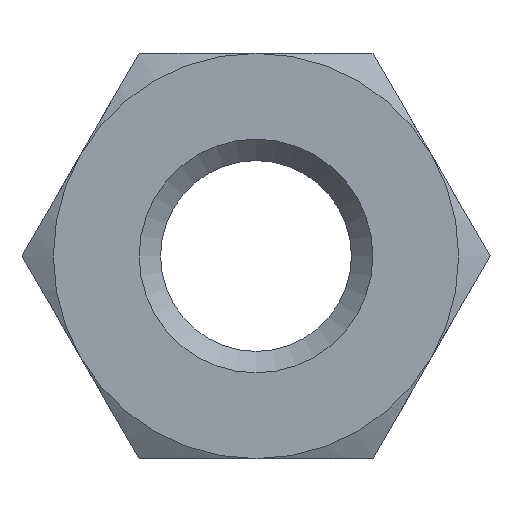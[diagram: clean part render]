
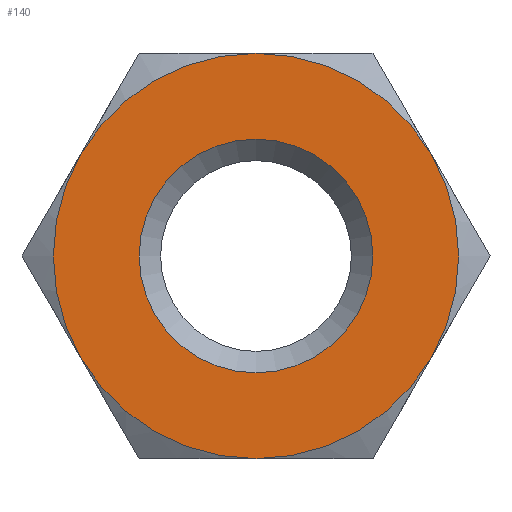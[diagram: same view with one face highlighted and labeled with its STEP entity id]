
A CAD part, front view. The second image highlights one B-rep face of the part: STEP entity #140.
In plain terms, the highlighted planar face has unit normal (0, -1, 0).
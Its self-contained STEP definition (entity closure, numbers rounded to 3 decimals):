
#39 = EDGE_CURVE ( 'NONE', #541, #606, #762, .T. ) ;
#43 = EDGE_CURVE ( 'NONE', #698, #605, #767, .T. ) ;
#45 = EDGE_CURVE ( 'NONE', #605, #771, #761, .T. ) ;
#48 = EDGE_CURVE ( 'NONE', #606, #571, #755, .T. ) ;
#95 = AXIS2_PLACEMENT_3D ( 'NONE', #359, #350, #349 ) ;
#100 = AXIS2_PLACEMENT_3D ( 'NONE', #397, #396, #395 ) ;
#105 = EDGE_CURVE ( 'NONE', #771, #541, #746, .T. ) ;
#106 = AXIS2_PLACEMENT_3D ( 'NONE', #430, #429, #428 ) ;
#107 = AXIS2_PLACEMENT_3D ( 'NONE', #436, #435, #433 ) ;
#111 = EDGE_CURVE ( 'NONE', #611, #611, #745, .T. ) ;
#119 = AXIS2_PLACEMENT_3D ( 'NONE', #516, #515, #514 ) ;
#121 = AXIS2_PLACEMENT_3D ( 'NONE', #178, #172, #171 ) ;
#122 = EDGE_CURVE ( 'NONE', #571, #698, #750, .T. ) ;
#123 = AXIS2_PLACEMENT_3D ( 'NONE', #196, #195, #194 ) ;
#124 = AXIS2_PLACEMENT_3D ( 'NONE', #218, #214, #208 ) ;
#140 = ADVANCED_FACE ( 'NONE', ( #743, #729 ), #351, .T. ) ;
#171 = DIRECTION ( 'NONE',  ( 0., 0., 1. ) ) ;
#172 = DIRECTION ( 'NONE',  ( 0., -1., 0. ) ) ;
#178 = CARTESIAN_POINT ( 'NONE',  ( 0., 0., 0. ) ) ;
#194 = DIRECTION ( 'NONE',  ( 0., 0., 1. ) ) ;
#195 = DIRECTION ( 'NONE',  ( 0., -1., 0. ) ) ;
#196 = CARTESIAN_POINT ( 'NONE',  ( 0., 0., 0. ) ) ;
#206 = CARTESIAN_POINT ( 'NONE',  ( 0., 0., -4.9 ) ) ;
#208 = DIRECTION ( 'NONE',  ( 0., 0., 1. ) ) ;
#210 = CARTESIAN_POINT ( 'NONE',  ( -7.361, 0., 4.25 ) ) ;
#214 = DIRECTION ( 'NONE',  ( 0., -1., 0. ) ) ;
#217 = CARTESIAN_POINT ( 'NONE',  ( 7.361, 0., 4.25 ) ) ;
#218 = CARTESIAN_POINT ( 'NONE',  ( 0., 0., 0. ) ) ;
#228 = CARTESIAN_POINT ( 'NONE',  ( 0., 0., -8.5 ) ) ;
#239 = CARTESIAN_POINT ( 'NONE',  ( 7.361, 0., -4.25 ) ) ;
#243 = CARTESIAN_POINT ( 'NONE',  ( -7.361, 0., -4.25 ) ) ;
#247 = CARTESIAN_POINT ( 'NONE',  ( 0., 0., 8.5 ) ) ;
#349 = DIRECTION ( 'NONE',  ( 0., 0., -1. ) ) ;
#350 = DIRECTION ( 'NONE',  ( 0., -1., 0. ) ) ;
#351 = PLANE ( 'NONE',  #95 ) ;
#359 = CARTESIAN_POINT ( 'NONE',  ( -8.602, 0., 8.602 ) ) ;
#395 = DIRECTION ( 'NONE',  ( 0., 0., 1. ) ) ;
#396 = DIRECTION ( 'NONE',  ( 0., -1., 0. ) ) ;
#397 = CARTESIAN_POINT ( 'NONE',  ( 0., 0., 0. ) ) ;
#428 = DIRECTION ( 'NONE',  ( 0., 0., -1. ) ) ;
#429 = DIRECTION ( 'NONE',  ( 0., -1., 0. ) ) ;
#430 = CARTESIAN_POINT ( 'NONE',  ( 0., 0., 0. ) ) ;
#433 = DIRECTION ( 'NONE',  ( 0., 0., 1. ) ) ;
#435 = DIRECTION ( 'NONE',  ( 0., -1., 0. ) ) ;
#436 = CARTESIAN_POINT ( 'NONE',  ( 0., 0., 0. ) ) ;
#514 = DIRECTION ( 'NONE',  ( 0., 0., 1. ) ) ;
#515 = DIRECTION ( 'NONE',  ( 0., -1., 0. ) ) ;
#516 = CARTESIAN_POINT ( 'NONE',  ( 0., 0., 0. ) ) ;
#535 = ORIENTED_EDGE ( 'NONE', *, *, #45, .T. ) ;
#541 = VERTEX_POINT ( 'NONE', #243 ) ;
#544 = ORIENTED_EDGE ( 'NONE', *, *, #43, .T. ) ;
#559 = ORIENTED_EDGE ( 'NONE', *, *, #39, .T. ) ;
#571 = VERTEX_POINT ( 'NONE', #239 ) ;
#581 = ORIENTED_EDGE ( 'NONE', *, *, #122, .T. ) ;
#583 = ORIENTED_EDGE ( 'NONE', *, *, #48, .T. ) ;
#587 = ORIENTED_EDGE ( 'NONE', *, *, #105, .T. ) ;
#605 = VERTEX_POINT ( 'NONE', #247 ) ;
#606 = VERTEX_POINT ( 'NONE', #228 ) ;
#611 = VERTEX_POINT ( 'NONE', #206 ) ;
#639 = ORIENTED_EDGE ( 'NONE', *, *, #111, .F. ) ;
#694 = EDGE_LOOP ( 'NONE', ( #587, #559, #583, #581, #544, #535 ) ) ;
#698 = VERTEX_POINT ( 'NONE', #217 ) ;
#714 = EDGE_LOOP ( 'NONE', ( #639 ) ) ;
#729 = FACE_OUTER_BOUND ( 'NONE', #694, .T. ) ;
#743 = FACE_BOUND ( 'NONE', #714, .T. ) ;
#745 = CIRCLE ( 'NONE', #106, 4.9 ) ;
#746 = CIRCLE ( 'NONE', #107, 8.5 ) ;
#750 = CIRCLE ( 'NONE', #100, 8.5 ) ;
#755 = CIRCLE ( 'NONE', #119, 8.5 ) ;
#761 = CIRCLE ( 'NONE', #121, 8.5 ) ;
#762 = CIRCLE ( 'NONE', #124, 8.5 ) ;
#767 = CIRCLE ( 'NONE', #123, 8.5 ) ;
#771 = VERTEX_POINT ( 'NONE', #210 ) ;
